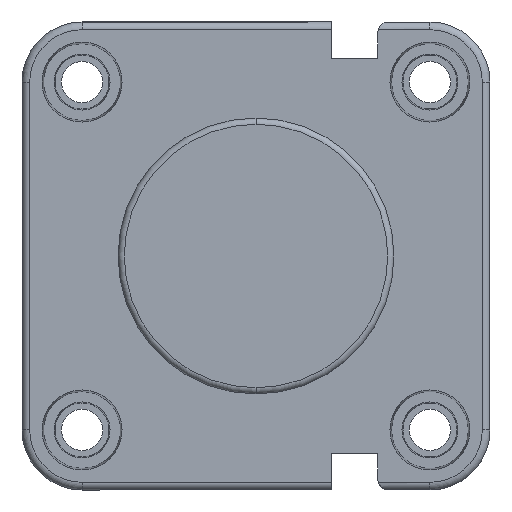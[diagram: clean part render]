
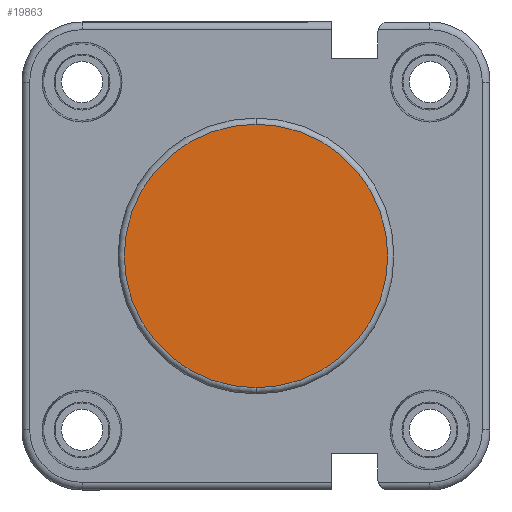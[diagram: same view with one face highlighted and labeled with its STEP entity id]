
A CAD part, left-side view. The second image highlights one B-rep face of the part: STEP entity #19863.
In plain terms, the highlighted planar face has unit normal (-1, 0, 0).
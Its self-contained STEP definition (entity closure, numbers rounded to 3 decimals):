
#581 = PLANE ( 'NONE',  #18642 ) ;
#1166 = CARTESIAN_POINT ( 'NONE',  ( 0., 0., 0. ) ) ;
#2152 = DIRECTION ( 'NONE',  ( 0., 0., 1. ) ) ;
#2256 = DIRECTION ( 'NONE',  ( 0., 0., 1. ) ) ;
#3057 = FACE_OUTER_BOUND ( 'NONE', #18616, .T. ) ;
#3621 = DIRECTION ( 'NONE',  ( -1., 0., 0. ) ) ;
#3761 = EDGE_CURVE ( 'NONE', #4237, #8190, #4135, .T. ) ;
#3977 = CARTESIAN_POINT ( 'NONE',  ( 0., 0., 0. ) ) ;
#4049 = CARTESIAN_POINT ( 'NONE',  ( 0., 0., -21.4 ) ) ;
#4135 = CIRCLE ( 'NONE', #4208, 21.4 ) ;
#4208 = AXIS2_PLACEMENT_3D ( 'NONE', #1166, #3621, #2152 ) ;
#4237 = VERTEX_POINT ( 'NONE', #15296 ) ;
#4814 = EDGE_CURVE ( 'NONE', #8190, #4237, #9110, .T. ) ;
#5567 = DIRECTION ( 'NONE',  ( -1., 0., 0. ) ) ;
#8190 = VERTEX_POINT ( 'NONE', #4049 ) ;
#9110 = CIRCLE ( 'NONE', #14506, 21.4 ) ;
#11322 = ORIENTED_EDGE ( 'NONE', *, *, #4814, .T. ) ;
#11533 = CARTESIAN_POINT ( 'NONE',  ( 0., 0., 0. ) ) ;
#13145 = ORIENTED_EDGE ( 'NONE', *, *, #3761, .T. ) ;
#14506 = AXIS2_PLACEMENT_3D ( 'NONE', #3977, #5567, #16319 ) ;
#15296 = CARTESIAN_POINT ( 'NONE',  ( 0., 0., 21.4 ) ) ;
#16319 = DIRECTION ( 'NONE',  ( 0., 0., 1. ) ) ;
#18616 = EDGE_LOOP ( 'NONE', ( #13145, #11322 ) ) ;
#18642 = AXIS2_PLACEMENT_3D ( 'NONE', #11533, #19068, #2256 ) ;
#19068 = DIRECTION ( 'NONE',  ( -1., 0., 0. ) ) ;
#19863 = ADVANCED_FACE ( 'NONE', ( #3057 ), #581, .T. ) ;
